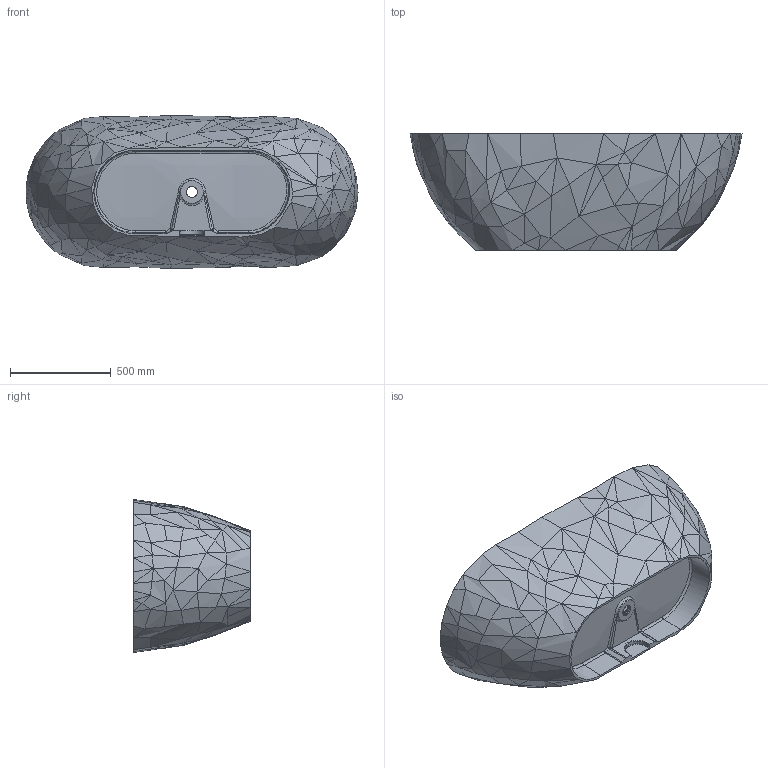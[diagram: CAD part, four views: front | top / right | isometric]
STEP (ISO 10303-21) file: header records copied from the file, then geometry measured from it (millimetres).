
FILE_DESCRIPTION (( 'STEP AP214' ), '1' );
FILE_NAME ('Sapfire.STEP', '2022-07-20T11:47:08', ( 'User Windows' ), ( '' ), 'SwSTEP 2.0', 'SolidWorks 2020', '' );
FILE_SCHEMA (( 'AUTOMOTIVE_DESIGN' ));
Length unit declared in the file: millimetre
Products named in the file (1): Sapfire
Bounding box: 1649.47 x 580 x 760 mm (x, y, z)
Volume: 63921368.6 mm3; surface area: 5274619.7 mm2
Topology: 1 solids, 1 shells, 383 faces, 760 edges, 381 vertices
Faces by surface type: plane 234, bspline 117, cylinder 20, cone 5, sphere 4, torus 3
Full cylindrical faces by diameter (mm): 55 x1
Entity records: 21864 total; most frequent: CARTESIAN_POINT 14826, ORIENTED_EDGE 1502, DIRECTION 1210, EDGE_CURVE 751, VECTOR 576, LINE 576, EDGE_LOOP 395, FACE_OUTER_BOUND 386
